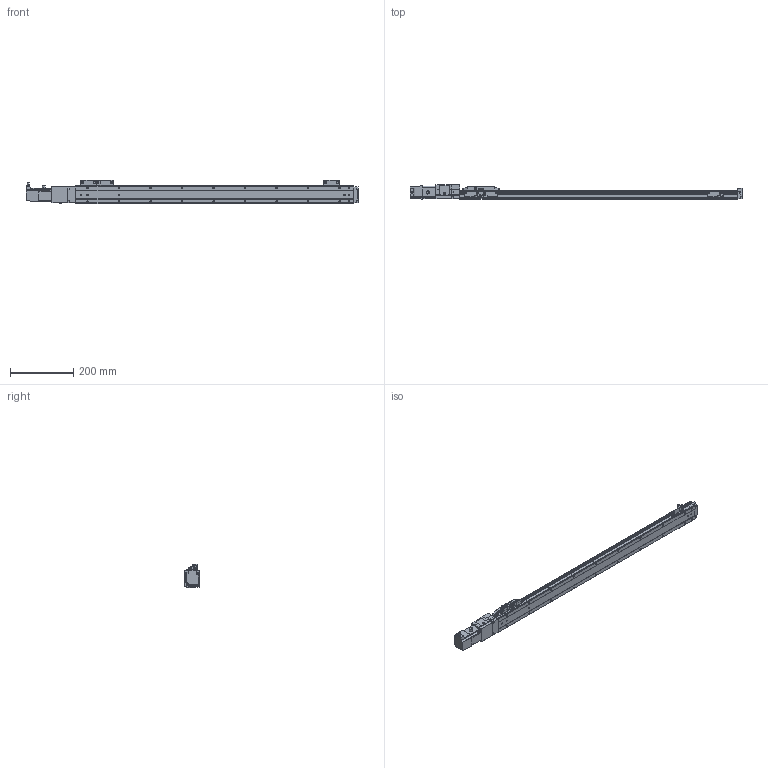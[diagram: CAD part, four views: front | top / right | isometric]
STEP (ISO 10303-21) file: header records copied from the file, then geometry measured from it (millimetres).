
FILE_DESCRIPTION (( 'STEP AP214' ), '1' );
FILE_NAME ('MLU52BC-10XLD-0750-XXXX.STEP', '2025-02-28T16:07:52', ( '' ), ( '' ), 'SwSTEP 2.0', 'SolidWorks 2022', '' );
FILE_SCHEMA (( 'AUTOMOTIVE_DESIGN' ));
Length unit declared in the file: millimetre
Products named in the file (12): MLU52-750CARRIAGE; MLU52-750-3; FANG STICKER; MLU52-750-5; MLU52-750-2; MLU52-750-4; MLU52-750SENSORPLATE; MLU52-750MOTOR; MLU52BC-10XLD-0750-XXXX; MLU52-750FANGTOOTH; MLU52-750SENSOR; MLU52-750-1
Assembly tree (15 placements, depth 2):
  MLU52BC-10XLD-0750-XXXX
    MLU52-750-1
    MLU52-750-2
    MLU52-750-3
    MLU52-750MOTOR
    MLU52-750-4
    MLU52-750FANGTOOTH
    MLU52-750CARRIAGE
    MLU52-750-5
    MLU52-750SENSORPLATE  x3
    MLU52-750SENSOR  x3
    FANG STICKER
Bounding box: 1053.4 x 46 x 76 mm (x, y, z)
Volume: 1536617.7 mm3; surface area: 277563.2 mm2
Topology: 15 solids, 15 shells, 1691 faces, 4540 edges, 2985 vertices
Faces by surface type: plane 877, cylinder 698, cone 76, torus 40
Entity records: 46994 total; most frequent: CARTESIAN_POINT 10117, ORIENTED_EDGE 7640, DIRECTION 7575, EDGE_CURVE 3820, AXIS2_PLACEMENT_3D 2585, VERTEX_POINT 2513, VECTOR 2405, LINE 2405
